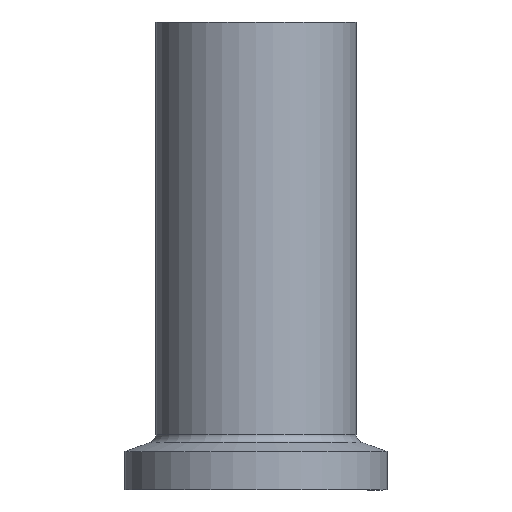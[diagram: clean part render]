
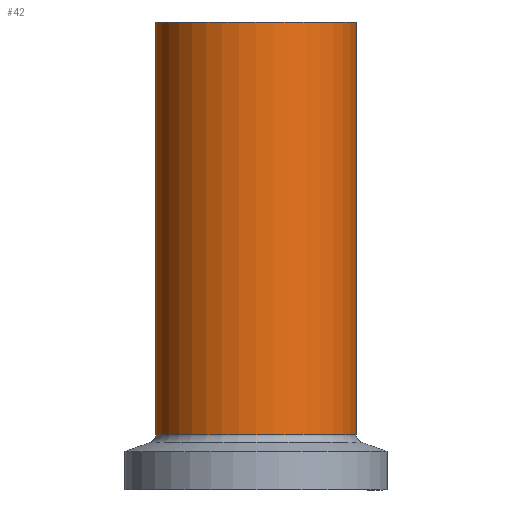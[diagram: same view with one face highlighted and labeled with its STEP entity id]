
A CAD part, front view. The second image highlights one B-rep face of the part: STEP entity #42.
In plain terms, the highlighted cylindrical face has radius 9.525 mm (diameter 19.05 mm), a partial arc.
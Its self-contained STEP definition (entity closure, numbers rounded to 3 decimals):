
#20 = CARTESIAN_POINT ( 'NONE',  ( 9.529, 0., 30.941 ) ) ;
#21 = ORIENTED_EDGE ( 'NONE', *, *, #687, .T. ) ;
#42 = ADVANCED_FACE ( 'NONE', ( #358 ), #624, .T. ) ;
#57 = AXIS2_PLACEMENT_3D ( 'NONE', #335, #65, #233 ) ;
#65 = DIRECTION ( 'NONE',  ( 0., 0., 1. ) ) ;
#85 = DIRECTION ( 'NONE',  ( 1., 0., 0. ) ) ;
#121 = AXIS2_PLACEMENT_3D ( 'NONE', #276, #387, #227 ) ;
#124 = VECTOR ( 'NONE', #667, 1000. ) ;
#134 = VECTOR ( 'NONE', #339, 1000. ) ;
#147 = ORIENTED_EDGE ( 'NONE', *, *, #421, .F. ) ;
#177 = EDGE_LOOP ( 'NONE', ( #400, #21, #331, #147 ) ) ;
#218 = CIRCLE ( 'NONE', #57, 9.525 ) ;
#227 = DIRECTION ( 'NONE',  ( 1., 0., 0. ) ) ;
#233 = DIRECTION ( 'NONE',  ( 1., 0., 0. ) ) ;
#276 = CARTESIAN_POINT ( 'NONE',  ( 0.004, 0., 30.941 ) ) ;
#295 = CARTESIAN_POINT ( 'NONE',  ( -9.521, 0., 32.035 ) ) ;
#312 = VERTEX_POINT ( 'NONE', #686 ) ;
#325 = VERTEX_POINT ( 'NONE', #435 ) ;
#331 = ORIENTED_EDGE ( 'NONE', *, *, #554, .T. ) ;
#335 = CARTESIAN_POINT ( 'NONE',  ( 0.004, 0., 32.035 ) ) ;
#339 = DIRECTION ( 'NONE',  ( 0., 0., 1. ) ) ;
#358 = FACE_OUTER_BOUND ( 'NONE', #177, .T. ) ;
#387 = DIRECTION ( 'NONE',  ( 0., 0., 1. ) ) ;
#400 = ORIENTED_EDGE ( 'NONE', *, *, #429, .F. ) ;
#415 = DIRECTION ( 'NONE',  ( 0., 0., 1. ) ) ;
#421 = EDGE_CURVE ( 'NONE', #505, #424, #218, .T. ) ;
#422 = LINE ( 'NONE', #697, #134 ) ;
#424 = VERTEX_POINT ( 'NONE', #495 ) ;
#429 = EDGE_CURVE ( 'NONE', #325, #505, #422, .T. ) ;
#431 = LINE ( 'NONE', #20, #124 ) ;
#435 = CARTESIAN_POINT ( 'NONE',  ( -9.521, 0., -7.151 ) ) ;
#495 = CARTESIAN_POINT ( 'NONE',  ( 9.529, 0., 32.035 ) ) ;
#502 = AXIS2_PLACEMENT_3D ( 'NONE', #573, #415, #85 ) ;
#505 = VERTEX_POINT ( 'NONE', #295 ) ;
#533 = CIRCLE ( 'NONE', #502, 9.525 ) ;
#554 = EDGE_CURVE ( 'NONE', #312, #424, #431, .T. ) ;
#573 = CARTESIAN_POINT ( 'NONE',  ( 0.004, 0., -7.151 ) ) ;
#624 = CYLINDRICAL_SURFACE ( 'NONE', #121, 9.525 ) ;
#667 = DIRECTION ( 'NONE',  ( 0., 0., 1. ) ) ;
#686 = CARTESIAN_POINT ( 'NONE',  ( 9.529, 0., -7.151 ) ) ;
#687 = EDGE_CURVE ( 'NONE', #325, #312, #533, .T. ) ;
#697 = CARTESIAN_POINT ( 'NONE',  ( -9.521, 0., 30.941 ) ) ;
